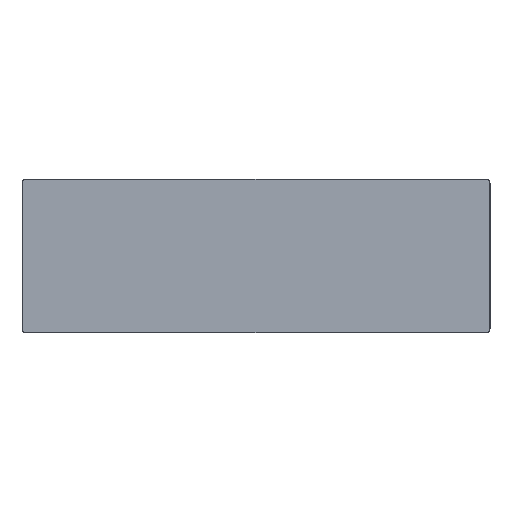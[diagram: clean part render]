
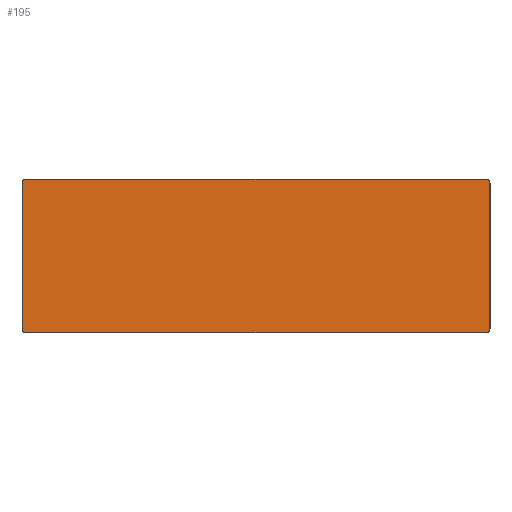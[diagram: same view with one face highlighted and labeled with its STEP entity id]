
A CAD part, top view. The second image highlights one B-rep face of the part: STEP entity #195.
In plain terms, the highlighted planar face has unit normal (0, 0, 1).
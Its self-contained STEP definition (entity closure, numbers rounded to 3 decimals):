
#133 = CARTESIAN_POINT ( 'NONE',  ( -182.775, -57.775, 19. ) ) ;
#173 = EDGE_CURVE ( 'NONE', #2137, #2010, #571, .T. ) ;
#191 = CIRCLE ( 'NONE', #270, 3.175 ) ;
#195 = ADVANCED_FACE ( 'NONE', ( #1475 ), #2256, .T. ) ;
#215 = CARTESIAN_POINT ( 'NONE',  ( 182.775, 60.95, 19. ) ) ;
#221 = EDGE_CURVE ( 'NONE', #1635, #2137, #1371, .T. ) ;
#252 = ORIENTED_EDGE ( 'NONE', *, *, #953, .T. ) ;
#255 = CARTESIAN_POINT ( 'NONE',  ( -182.775, 60.95, 19. ) ) ;
#266 = DIRECTION ( 'NONE',  ( -1., 0., 0. ) ) ;
#270 = AXIS2_PLACEMENT_3D ( 'NONE', #133, #1218, #2284 ) ;
#330 = VECTOR ( 'NONE', #848, 1000. ) ;
#571 = CIRCLE ( 'NONE', #1100, 3.175 ) ;
#613 = CARTESIAN_POINT ( 'NONE',  ( 185.95, -57.775, 19. ) ) ;
#650 = DIRECTION ( 'NONE',  ( 0., 0., 1. ) ) ;
#652 = DIRECTION ( 'NONE',  ( 0., 0., 1. ) ) ;
#685 = EDGE_LOOP ( 'NONE', ( #1197, #1805, #1339, #252, #2253, #2094, #1956, #802 ) ) ;
#690 = DIRECTION ( 'NONE',  ( 0., -1., 0. ) ) ;
#699 = CARTESIAN_POINT ( 'NONE',  ( -185.95, 57.775, 19. ) ) ;
#729 = EDGE_CURVE ( 'NONE', #1200, #1501, #2247, .T. ) ;
#735 = DIRECTION ( 'NONE',  ( 1., 0., 0. ) ) ;
#789 = CARTESIAN_POINT ( 'NONE',  ( -185.95, 57.775, 19. ) ) ;
#802 = ORIENTED_EDGE ( 'NONE', *, *, #729, .T. ) ;
#825 = DIRECTION ( 'NONE',  ( 0., 0., 1. ) ) ;
#848 = DIRECTION ( 'NONE',  ( 0., 1., 0. ) ) ;
#870 = EDGE_CURVE ( 'NONE', #1139, #1075, #1896, .T. ) ;
#940 = EDGE_CURVE ( 'NONE', #1075, #1200, #1680, .T. ) ;
#947 = VECTOR ( 'NONE', #266, 1000. ) ;
#953 = EDGE_CURVE ( 'NONE', #2010, #1310, #1215, .T. ) ;
#958 = VECTOR ( 'NONE', #735, 1000. ) ;
#1027 = EDGE_CURVE ( 'NONE', #1310, #1139, #191, .T. ) ;
#1064 = DIRECTION ( 'NONE',  ( 0., 0., 1. ) ) ;
#1075 = VERTEX_POINT ( 'NONE', #1212 ) ;
#1100 = AXIS2_PLACEMENT_3D ( 'NONE', #1900, #650, #1726 ) ;
#1139 = VERTEX_POINT ( 'NONE', #1178 ) ;
#1178 = CARTESIAN_POINT ( 'NONE',  ( -182.775, -60.95, 19. ) ) ;
#1197 = ORIENTED_EDGE ( 'NONE', *, *, #1506, .T. ) ;
#1200 = VERTEX_POINT ( 'NONE', #613 ) ;
#1212 = CARTESIAN_POINT ( 'NONE',  ( 182.775, -60.95, 19. ) ) ;
#1215 = LINE ( 'NONE', #699, #1270 ) ;
#1218 = DIRECTION ( 'NONE',  ( 0., 0., 1. ) ) ;
#1270 = VECTOR ( 'NONE', #690, 1000. ) ;
#1310 = VERTEX_POINT ( 'NONE', #1660 ) ;
#1339 = ORIENTED_EDGE ( 'NONE', *, *, #173, .T. ) ;
#1371 = LINE ( 'NONE', #1520, #947 ) ;
#1380 = AXIS2_PLACEMENT_3D ( 'NONE', #1727, #652, #1902 ) ;
#1475 = FACE_OUTER_BOUND ( 'NONE', #685, .T. ) ;
#1501 = VERTEX_POINT ( 'NONE', #1540 ) ;
#1506 = EDGE_CURVE ( 'NONE', #1501, #1635, #2269, .T. ) ;
#1520 = CARTESIAN_POINT ( 'NONE',  ( 182.775, 60.95, 19. ) ) ;
#1540 = CARTESIAN_POINT ( 'NONE',  ( 185.95, 57.775, 19. ) ) ;
#1635 = VERTEX_POINT ( 'NONE', #215 ) ;
#1660 = CARTESIAN_POINT ( 'NONE',  ( -185.95, -57.775, 19. ) ) ;
#1680 = CIRCLE ( 'NONE', #2113, 3.175 ) ;
#1726 = DIRECTION ( 'NONE',  ( 1., 0., 0. ) ) ;
#1727 = CARTESIAN_POINT ( 'NONE',  ( 182.775, 57.775, 19. ) ) ;
#1805 = ORIENTED_EDGE ( 'NONE', *, *, #221, .T. ) ;
#1884 = DIRECTION ( 'NONE',  ( 1., 0., 0. ) ) ;
#1896 = LINE ( 'NONE', #2158, #958 ) ;
#1900 = CARTESIAN_POINT ( 'NONE',  ( -182.775, 57.775, 19. ) ) ;
#1902 = DIRECTION ( 'NONE',  ( 1., 0., 0. ) ) ;
#1934 = AXIS2_PLACEMENT_3D ( 'NONE', #2266, #825, #1884 ) ;
#1956 = ORIENTED_EDGE ( 'NONE', *, *, #940, .T. ) ;
#2010 = VERTEX_POINT ( 'NONE', #789 ) ;
#2094 = ORIENTED_EDGE ( 'NONE', *, *, #870, .T. ) ;
#2113 = AXIS2_PLACEMENT_3D ( 'NONE', #2317, #1064, #2126 ) ;
#2126 = DIRECTION ( 'NONE',  ( 1., 0., 0. ) ) ;
#2137 = VERTEX_POINT ( 'NONE', #255 ) ;
#2158 = CARTESIAN_POINT ( 'NONE',  ( -182.775, -60.95, 19. ) ) ;
#2224 = CARTESIAN_POINT ( 'NONE',  ( 185.95, -57.775, 19. ) ) ;
#2247 = LINE ( 'NONE', #2224, #330 ) ;
#2253 = ORIENTED_EDGE ( 'NONE', *, *, #1027, .T. ) ;
#2256 = PLANE ( 'NONE',  #1934 ) ;
#2266 = CARTESIAN_POINT ( 'NONE',  ( 182.775, 57.775, 19. ) ) ;
#2269 = CIRCLE ( 'NONE', #1380, 3.175 ) ;
#2284 = DIRECTION ( 'NONE',  ( 1., 0., 0. ) ) ;
#2317 = CARTESIAN_POINT ( 'NONE',  ( 182.775, -57.775, 19. ) ) ;
